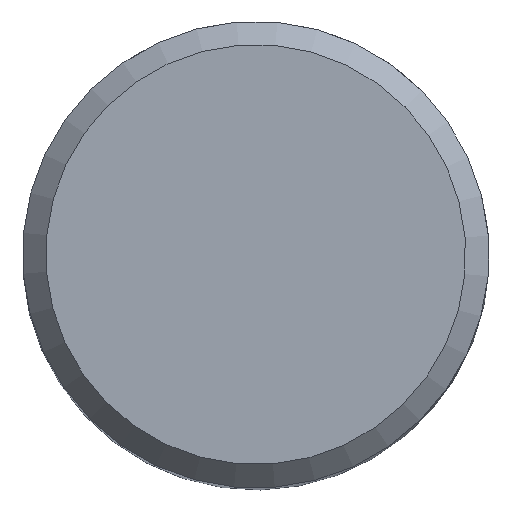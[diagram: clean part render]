
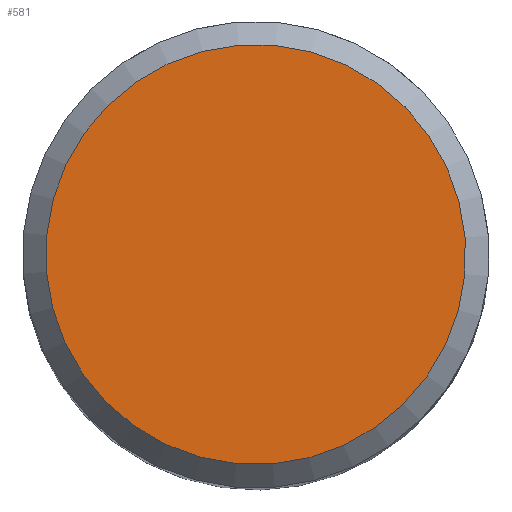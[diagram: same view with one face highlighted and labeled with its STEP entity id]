
A CAD part, top view. The second image highlights one B-rep face of the part: STEP entity #581.
In plain terms, the highlighted planar face has unit normal (0, 0, 1).
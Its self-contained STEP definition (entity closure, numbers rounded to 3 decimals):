
#241=PLANE('',#2814);
#581=ADVANCED_FACE('',(#767),#241,.T.);
#767=FACE_OUTER_BOUND('',#900,.T.);
#900=EDGE_LOOP('',(#1408));
#1408=ORIENTED_EDGE('',*,*,#2285,.T.);
#2011=VERTEX_POINT('',#4433);
#2285=EDGE_CURVE('',#2011,#2011,#2574,.T.);
#2574=CIRCLE('',#2813,8.997);
#2813=AXIS2_PLACEMENT_3D('',#4432,#3239,#3240);
#2814=AXIS2_PLACEMENT_3D('',#4434,#3241,#3242);
#3239=DIRECTION('',(0.,0.,1.));
#3240=DIRECTION('',(0.996,-0.093,0.));
#3241=DIRECTION('',(0.,0.,1.));
#3242=DIRECTION('',(0.996,-0.093,0.));
#4432=CARTESIAN_POINT('',(0.,0.,0.));
#4433=CARTESIAN_POINT('',(8.958,-0.834,0.));
#4434=CARTESIAN_POINT('',(0.,0.,0.));
